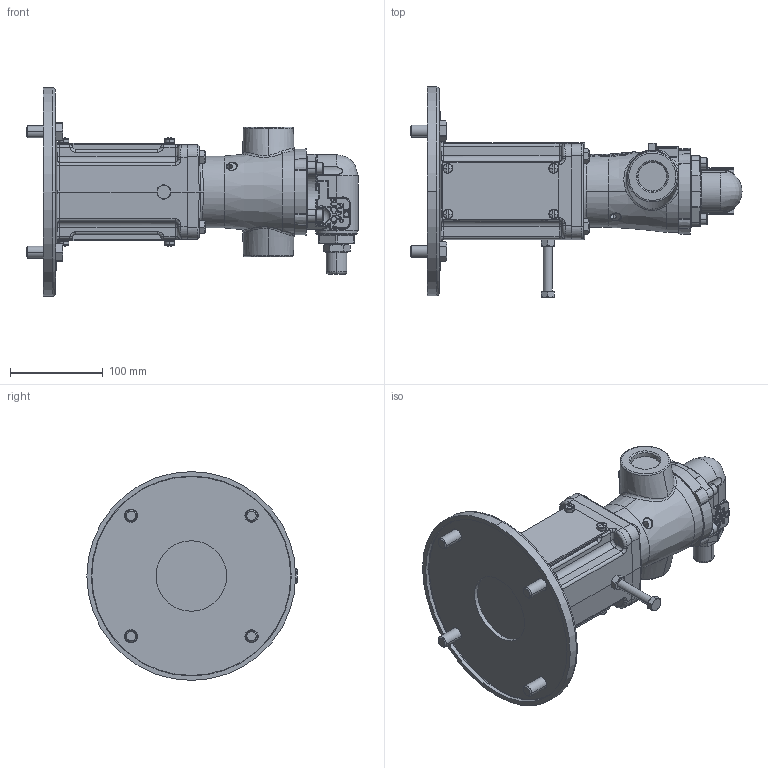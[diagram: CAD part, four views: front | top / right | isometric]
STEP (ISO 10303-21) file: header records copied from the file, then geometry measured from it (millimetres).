
FILE_DESCRIPTION (( 'STEP AP214' ), '1' );
FILE_NAME ('G495-M_(182-184TC).STEP', '2017-02-24T17:02:29', ( '' ), ( '' ), 'SwSTEP 2.0', 'SolidWorks 2016', '' );
FILE_SCHEMA (( 'AUTOMOTIVE_DESIGN' ));
Length unit declared in the file: inch
Products named in the file (2): G495-M_(182-184TC)
Bounding box: 358.67 x 227.08 x 225.55 mm (x, y, z)
Volume: 2872636.4 mm3; surface area: 247388.9 mm2
Topology: 1 solids, 2 shells, 1742 faces, 4437 edges, 2796 vertices
Faces by surface type: plane 719, bspline 397, cylinder 367, cone 132, torus 72, sphere 55
Entity records: 88459 total; most frequent: CARTESIAN_POINT 39804, ORIENTED_EDGE 8850, DIRECTION 6937, EDGE_CURVE 4425, VERTEX_POINT 2796, AXIS2_PLACEMENT_3D 2466, LINE 2005, VECTOR 2005
